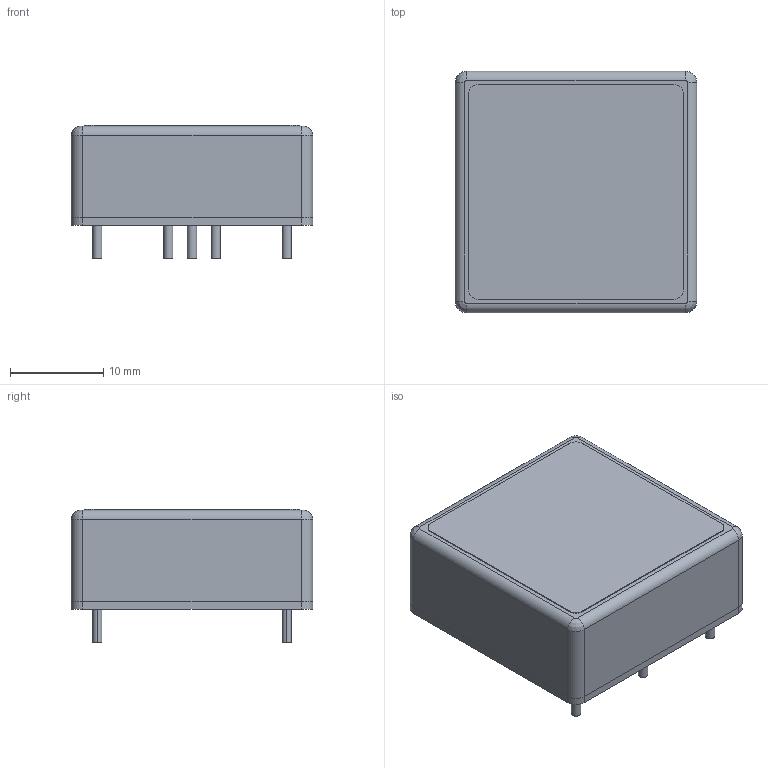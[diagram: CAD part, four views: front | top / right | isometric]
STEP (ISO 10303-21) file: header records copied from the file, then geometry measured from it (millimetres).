
FILE_DESCRIPTION((''),'2;1');
FILE_NAME('DCDC_TRACO_THL20WI.stp','2011-11-09T09:23:15',(''),(''),'Mechanical Desktop 2011','Mechanical Desktop 2011',', , ');
FILE_SCHEMA(('AUTOMOTIVE_DESIGN { 1 2 10303 214 1 1 1 1 }'));
Length unit declared in the file: millimetre
Products named in the file (1): Product
Bounding box: 25.9 x 25.9 x 14.3 mm (x, y, z)
Volume: 7144.7 mm3; surface area: 4851.9 mm2
Topology: 9 solids, 9 shells, 62 faces, 124 edges, 80 vertices
Faces by surface type: plane 30, cylinder 28, bspline 4
Entity records: 1835 total; most frequent: CARTESIAN_POINT 443, DIRECTION 302, ORIENTED_EDGE 248, EDGE_CURVE 124, AXIS2_PLACEMENT_3D 119, VERTEX_POINT 80, VECTOR 64, LINE 64
